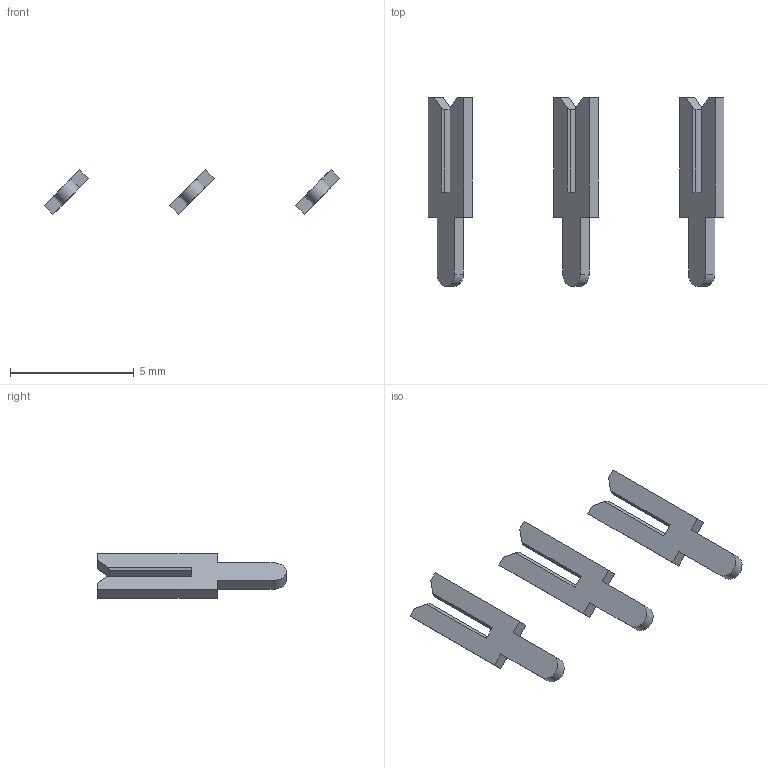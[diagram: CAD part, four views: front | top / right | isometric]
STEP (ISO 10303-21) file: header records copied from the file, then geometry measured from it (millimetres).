
FILE_DESCRIPTION (( 'STEP AP203' ), '1' );
FILE_NAME ('106-003-253-200.STEP', '2020-04-16T18:16:05', ( '' ), ( '' ), 'SwSTEP 2.0', 'SolidWorks 2016', '' );
FILE_SCHEMA (( 'CONFIG_CONTROL_DESIGN' ));
Length unit declared in the file: inch
Products named in the file (2): 100-290-001_100-290-253; 106-003-253-200
Assembly tree (3 placements, depth 2):
  106-003-253-200
    100-290-001_100-290-253  x3
Bounding box: 11.96 x 7.62 x 1.8 mm (x, y, z)
Volume: 16.6 mm3; surface area: 103.2 mm2
Topology: 3 solids, 3 shells, 60 faces, 162 edges, 108 vertices
Faces by surface type: plane 57, cylinder 3
Entity records: 884 total; most frequent: CARTESIAN_POINT 116, ORIENTED_EDGE 108, DIRECTION 108, EDGE_CURVE 54, VECTOR 52, LINE 52, VERTEX_POINT 36, AXIS2_PLACEMENT_3D 28
